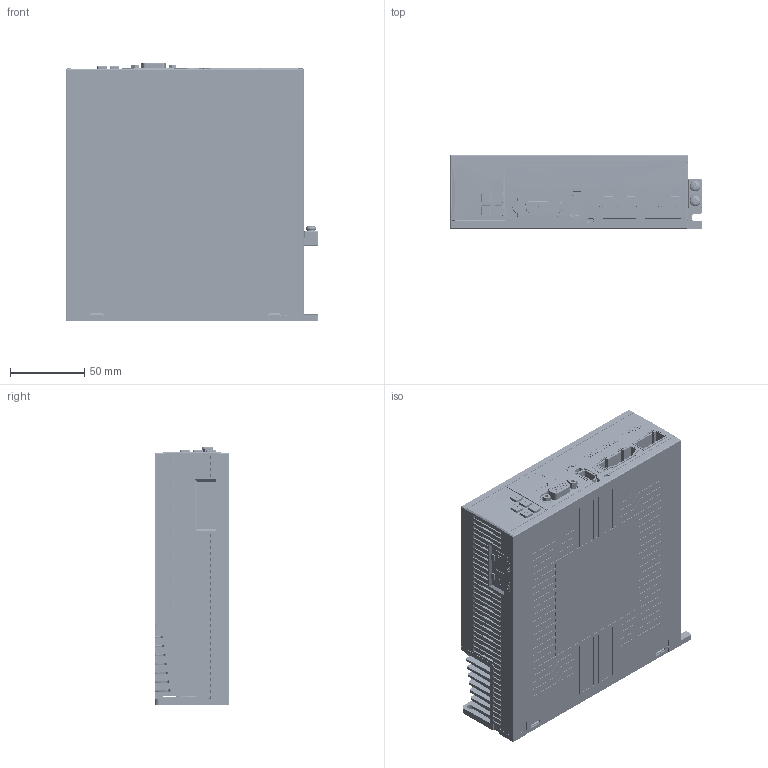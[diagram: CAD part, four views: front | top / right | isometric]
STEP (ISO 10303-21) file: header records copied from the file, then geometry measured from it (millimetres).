
FILE_DESCRIPTION((''),'2;1');
FILE_NAME('ZPT-VD2F_ASM_101_ASM','2021-07-17T11:01:43',('Administrator'),(''),'CREO PARAMETRIC BY PTC INC, 2018050','CREO PARAMETRIC BY PTC INC, 2018050','');
FILE_SCHEMA(('CONFIG_CONTROL_DESIGN'));
Products named in the file (54): M0121_87; PCB-DB-CTRL_36; NET-W-LY56A-S1288L0_2_1; NET-W-LY56A-S1288L0_2_2; NET-W-LY56A-S1288L0_2_3; NET-W-LY56A-S1288L0_2_4; NET-W-LY56A-S1288L0_2_5; NET-W-LY56A-S1288L0_2_6; NET-W-LY56A-S1288L0_2_7; NET-W-LY56A-S1288L0_2_8; NET-W-LY56A-S1288L0_2_9; NET-W-LY56A-S1288L0_2_10; NET-W-LY56A-S1288L0_2_11; NET-W-LY56A-S1288L0_2_12; NET-W-LY56A-S1288L0_2_13; NET-W-LY56A-S1288L0_2_14; NET-W-LY56A-S1288L0_2_15; NET-W-LY56A-S1288L0_2_16; NET-W-LY56A-S1288L0_2_17; NET-W-LY56A-S1288L0_2_ASM; PCB-KEY_12; LED-2351A-B_1; E0277_7; B3F-WOSHI_2; DB-15P-LIANGPAI-WJ_1_1; DB-15P-LIANGPAI-WJ_1_2; DB-15P-LIANGPAI-WJ_1_ASM; 1394-CECHAZUO-6P_1; HY-GBU2510_3; 9EDGRC-50-6P-1Y-0000_10; FSBB20CH60CCN-D_5; 9EDGRC-50-4P-1Y-0000_7; _XH-NAW-0001_3; PCM-VD2F-DB_ASM_26_ASM; PCM-VD2F_ASM_5_ASM; P0138-1_100; P0040_6; M3-8-PM_1; GB93-87-M3_1; DP-M3_1 ...
Assembly tree (69 placements, depth 5):
  ZPT-VD2F_ASM_101_ASM
    M0121_87
    PCM-VD2F_ASM_5_ASM
      PCM-VD2F-DB_ASM_26_ASM
        PCB-DB-CTRL_36
        NET-W-LY56A-S1288L0_2_ASM
          NET-W-LY56A-S1288L0_2_1
          NET-W-LY56A-S1288L0_2_2
          NET-W-LY56A-S1288L0_2_3
          NET-W-LY56A-S1288L0_2_4
          NET-W-LY56A-S1288L0_2_5
          NET-W-LY56A-S1288L0_2_6
          NET-W-LY56A-S1288L0_2_7
          NET-W-LY56A-S1288L0_2_8
          NET-W-LY56A-S1288L0_2_9
          NET-W-LY56A-S1288L0_2_10
          NET-W-LY56A-S1288L0_2_11
          NET-W-LY56A-S1288L0_2_12
          NET-W-LY56A-S1288L0_2_13
          NET-W-LY56A-S1288L0_2_14
          NET-W-LY56A-S1288L0_2_15
          NET-W-LY56A-S1288L0_2_16
          NET-W-LY56A-S1288L0_2_17
        PCB-KEY_12
        LED-2351A-B_1
        E0277_7
        B3F-WOSHI_2  x5
        DB-15P-LIANGPAI-WJ_1_ASM
          DB-15P-LIANGPAI-WJ_1_1
          DB-15P-LIANGPAI-WJ_1_2
        1394-CECHAZUO-6P_1
        HY-GBU2510_3
        9EDGRC-50-6P-1Y-0000_10
        FSBB20CH60CCN-D_5
        9EDGRC-50-4P-1Y-0000_7
        _XH-NAW-0001_3
    P0138-1_100
    P0040_6
    SIFU-LUODING_ASM_17_ASM
      M3-8-SANTAOJIAN_ASM_1_ASM  x3
        M3-8-PM_1
        GB93-87-M3_1
        DP-M3_1
      M3-12-SANTAOJIAN_ASM_3_ASM  x4
        M3-12-PM_3
        GB93-87-M3_1
        DP-M3_1
      M3-6-SANTAOJIAN_ASM_2_ASM  x2
        M3-6-PM_1
        GB93-87-M3_1
        DP-M3_1
      M4-10-SANTAOJIAN_ASM_1_ASM  x2
        M4-10-PM_1
        GB93-87-M4_1
        DP-M4_1
    FENGSHAN-AGE-04010B12U_6
    RXLB-1-50W_1
    RJ45-SAI_11  x2
Bounding box: 170.25 x 50 x 173.5 mm (x, y, z)
Volume: 1342234.1 mm3; surface area: 252442.8 mm2
Topology: 74 solids, 76 shells, 7796 faces, 21331 edges, 14182 vertices
Faces by surface type: plane 4858, cylinder 2080, extrusion 354, bspline 243, torus 132, cone 103, sphere 26
Entity records: 240161 total; most frequent: CARTESIAN_POINT 69628, ORIENTED_EDGE 36686, DIRECTION 32356, EDGE_CURVE 18343, VECTOR 13286, LINE 12960, VERTEX_POINT 12171, AXIS2_PLACEMENT_3D 9535
